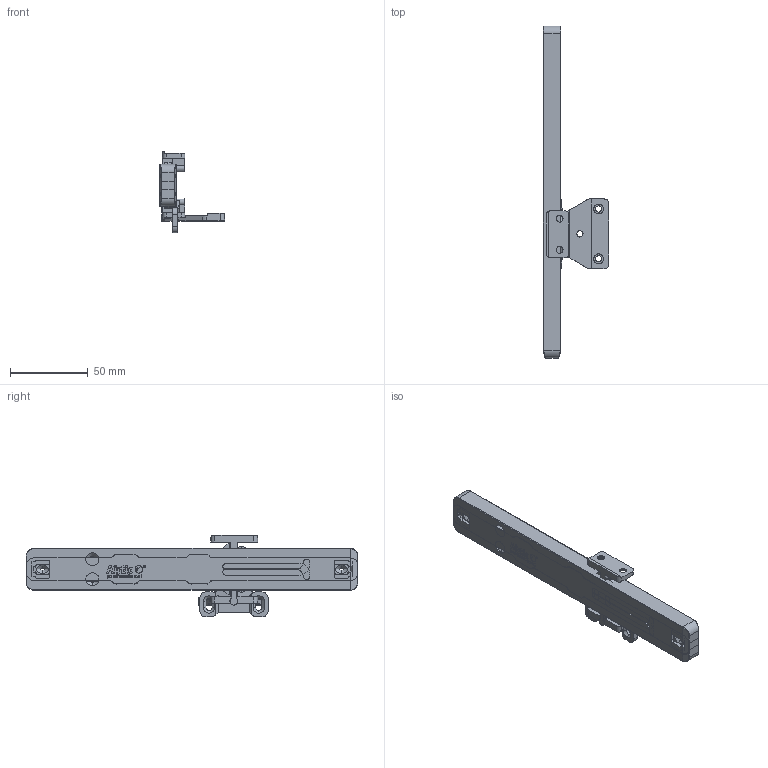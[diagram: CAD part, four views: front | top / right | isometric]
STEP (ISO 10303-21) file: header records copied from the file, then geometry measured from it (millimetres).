
FILE_DESCRIPTION (( 'STEP AP214' ), '1' );
FILE_NAME ('AirticBoxLong.STEP', '2019-02-28T09:55:49', ( 'Konstruktor_1' ), ( 'Microsoft' ), 'SwSTEP 2.0', 'SolidWorks 2018', '' );
FILE_SCHEMA (( 'AUTOMOTIVE_DESIGN' ));
Length unit declared in the file: millimetre
Products named in the file (5): Zaczep_gorny-dolny__A; Zaczep_metabox__A; Zaczep_boczny__A; AirticBoxLong__A; AirticBoxLong
Assembly tree (6 placements, depth 2):
  AirticBoxLong
    AirticBoxLong__A  x2
    Zaczep_boczny__A
    Zaczep_metabox__A
    Zaczep_gorny-dolny__A  x2
Bounding box: 42.04 x 213.2 x 52.47 mm (x, y, z)
Volume: 106339.7 mm3; surface area: 39697.7 mm2
Topology: 5 solids, 8 shells, 1532 faces, 3976 edges, 2538 vertices
Faces by surface type: plane 589, bspline 426, cylinder 322, cone 123, torus 44, sphere 28
Entity records: 28814 total; most frequent: CARTESIAN_POINT 9294, ORIENTED_EDGE 4402, DIRECTION 3374, EDGE_CURVE 2205, VERTEX_POINT 1408, LINE 1208, VECTOR 1208, AXIS2_PLACEMENT_3D 1083
